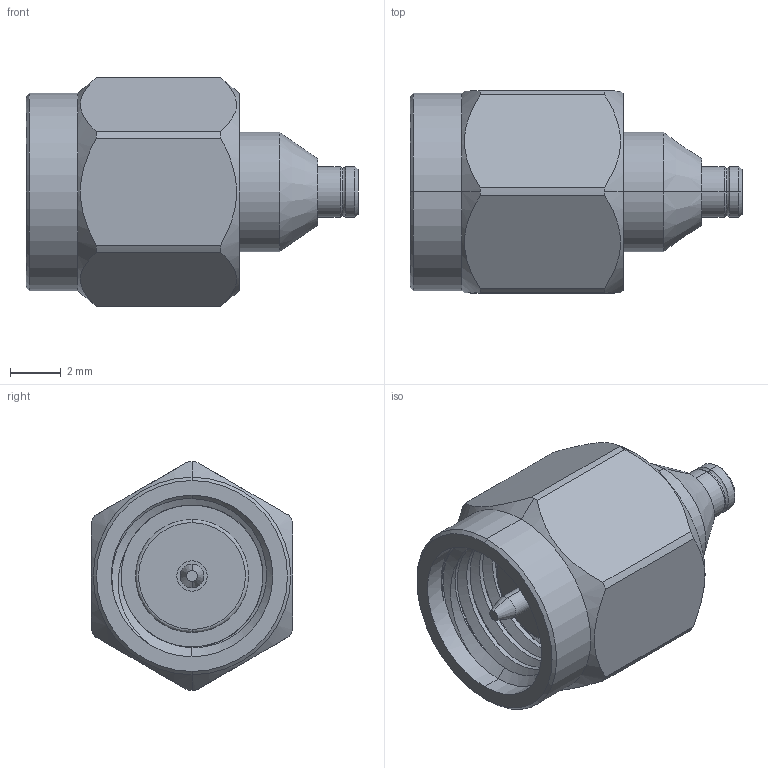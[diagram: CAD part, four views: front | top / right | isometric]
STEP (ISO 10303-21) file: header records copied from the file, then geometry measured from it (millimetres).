
FILE_DESCRIPTION (( 'STEP AP214' ), '1' );
FILE_NAME ('SM9851_3D.step', '2025-10-17T15:42:04', ( '' ), ( '' ), 'SwSTEP 2.0', 'SolidWorks 2025', '' );
FILE_SCHEMA (( 'AUTOMOTIVE_DESIGN' ));
Length unit declared in the file: inch
Products named in the file (1): SM9851_3D
Bounding box: 13.05 x 7.94 x 8.99 mm (x, y, z)
Volume: 373.5 mm3; surface area: 596.3 mm2
Topology: 1 solids, 1 shells, 89 faces, 207 edges, 129 vertices
Faces by surface type: cylinder 43, cone 19, plane 17, bspline 5, torus 4, sphere 1
Entity records: 3802 total; most frequent: CARTESIAN_POINT 1825, ORIENTED_EDGE 410, DIRECTION 409, EDGE_CURVE 205, AXIS2_PLACEMENT_3D 171, VERTEX_POINT 128, EDGE_LOOP 99, ADVANCED_FACE 89
